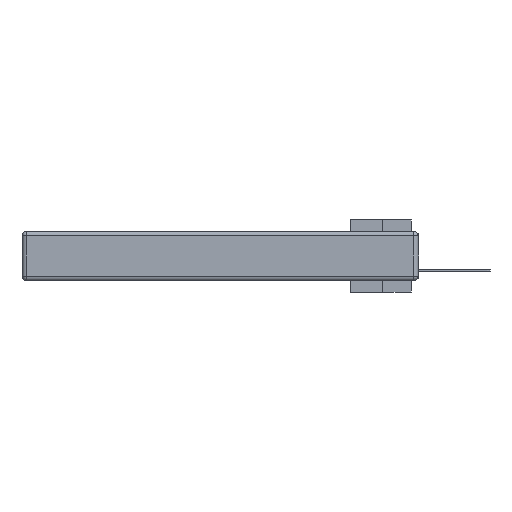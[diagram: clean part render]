
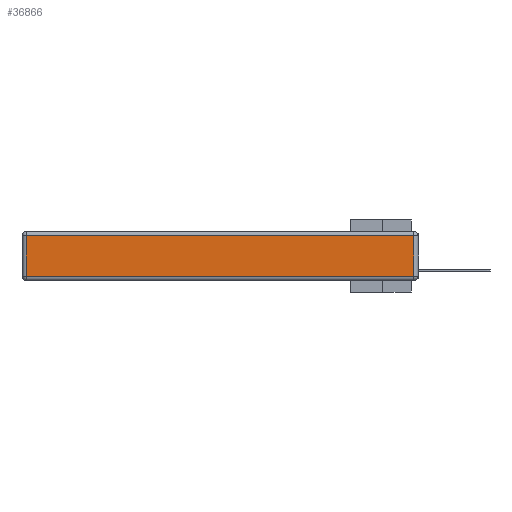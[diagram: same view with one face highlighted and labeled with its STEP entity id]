
A CAD part, left-side view. The second image highlights one B-rep face of the part: STEP entity #36866.
In plain terms, the highlighted planar face has unit normal (-1, 0, 0).
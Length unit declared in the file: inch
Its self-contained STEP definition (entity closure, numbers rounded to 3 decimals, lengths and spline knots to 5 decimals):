
#192 = VERTEX_POINT ( 'NONE', #1823 ) ;
#216 = CARTESIAN_POINT ( 'NONE',  ( 0., 0., -0.313 ) ) ;
#1520 = EDGE_CURVE ( 'NONE', #36254, #14684, #35002, .T. ) ;
#1823 = CARTESIAN_POINT ( 'NONE',  ( 0., 0.03, -0.03 ) ) ;
#2603 = DIRECTION ( 'NONE',  ( 0., -1., 0. ) ) ;
#2749 = CARTESIAN_POINT ( 'NONE',  ( 0., 0., -0.343 ) ) ;
#4169 = ORIENTED_EDGE ( 'NONE', *, *, #23647, .T. ) ;
#4380 = ORIENTED_EDGE ( 'NONE', *, *, #1520, .T. ) ;
#8165 = ORIENTED_EDGE ( 'NONE', *, *, #20870, .T. ) ;
#12933 = CARTESIAN_POINT ( 'NONE',  ( 0., 2.72, -0.343 ) ) ;
#14402 = DIRECTION ( 'NONE',  ( 0., 1., 0. ) ) ;
#14684 = VERTEX_POINT ( 'NONE', #36367 ) ;
#16716 = VECTOR ( 'NONE', #2603, 39.37008 ) ;
#16740 = AXIS2_PLACEMENT_3D ( 'NONE', #2749, #27330, #24740 ) ;
#17704 = VECTOR ( 'NONE', #37711, 39.37008 ) ;
#18160 = PLANE ( 'NONE',  #16740 ) ;
#19223 = CARTESIAN_POINT ( 'NONE',  ( 0., 2.72, -0.313 ) ) ;
#20190 = CARTESIAN_POINT ( 'NONE',  ( 0., 2.75, -0.03 ) ) ;
#20870 = EDGE_CURVE ( 'NONE', #33900, #36254, #37314, .T. ) ;
#23647 = EDGE_CURVE ( 'NONE', #14684, #192, #35967, .T. ) ;
#23934 = EDGE_LOOP ( 'NONE', ( #4380, #4169, #24340, #8165 ) ) ;
#24340 = ORIENTED_EDGE ( 'NONE', *, *, #35044, .T. ) ;
#24740 = DIRECTION ( 'NONE',  ( 0., 0., 1. ) ) ;
#27330 = DIRECTION ( 'NONE',  ( -1., 0., 0. ) ) ;
#27976 = VECTOR ( 'NONE', #29579, 39.37008 ) ;
#29088 = CARTESIAN_POINT ( 'NONE',  ( 0., 2.72, -0.03 ) ) ;
#29579 = DIRECTION ( 'NONE',  ( 0., 0., 1. ) ) ;
#30351 = CARTESIAN_POINT ( 'NONE',  ( 0., 0.03, -0.343 ) ) ;
#33530 = FACE_OUTER_BOUND ( 'NONE', #23934, .T. ) ;
#33900 = VERTEX_POINT ( 'NONE', #29088 ) ;
#35002 = LINE ( 'NONE', #216, #16716 ) ;
#35044 = EDGE_CURVE ( 'NONE', #192, #33900, #35587, .T. ) ;
#35587 = LINE ( 'NONE', #20190, #38973 ) ;
#35967 = LINE ( 'NONE', #30351, #27976 ) ;
#36254 = VERTEX_POINT ( 'NONE', #19223 ) ;
#36367 = CARTESIAN_POINT ( 'NONE',  ( 0., 0.03, -0.313 ) ) ;
#36866 = ADVANCED_FACE ( 'NONE', ( #33530 ), #18160, .T. ) ;
#37314 = LINE ( 'NONE', #12933, #17704 ) ;
#37711 = DIRECTION ( 'NONE',  ( 0., 0., -1. ) ) ;
#38973 = VECTOR ( 'NONE', #14402, 39.37008 ) ;
